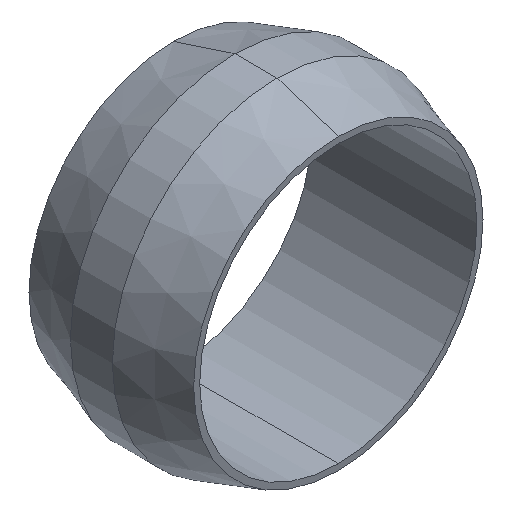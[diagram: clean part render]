
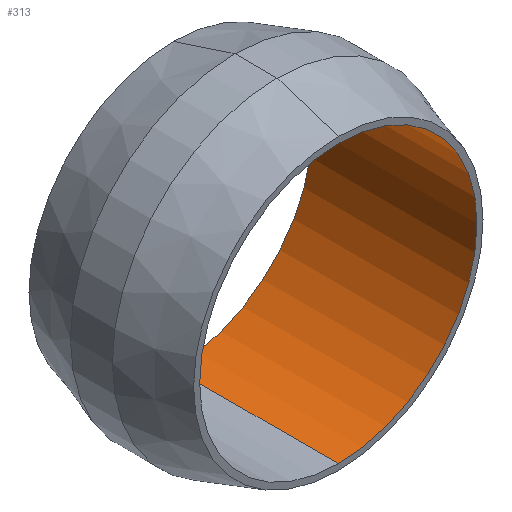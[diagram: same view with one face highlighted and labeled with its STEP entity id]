
A CAD part, isometric view. The second image highlights one B-rep face of the part: STEP entity #313.
In plain terms, the highlighted cylindrical face has radius 8 mm (diameter 16 mm), a partial arc.
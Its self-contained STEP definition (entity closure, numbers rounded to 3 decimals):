
#6 = EDGE_CURVE ( 'NONE', #192, #301, #216, .T. ) ;
#12 = AXIS2_PLACEMENT_3D ( 'NONE', #74, #72, #75 ) ;
#13 = EDGE_CURVE ( 'NONE', #237, #301, #231, .T. ) ;
#29 = AXIS2_PLACEMENT_3D ( 'NONE', #68, #128, #71 ) ;
#44 = EDGE_CURVE ( 'NONE', #237, #296, #294, .T. ) ;
#45 = EDGE_CURVE ( 'NONE', #296, #192, #285, .T. ) ;
#51 = AXIS2_PLACEMENT_3D ( 'NONE', #127, #101, #166 ) ;
#64 = DIRECTION ( 'NONE',  ( 0., 1., 0. ) ) ;
#68 = CARTESIAN_POINT ( 'NONE',  ( 0., 9.5, 0. ) ) ;
#71 = DIRECTION ( 'NONE',  ( 0., 0., 1. ) ) ;
#72 = DIRECTION ( 'NONE',  ( 0., 1., 0. ) ) ;
#74 = CARTESIAN_POINT ( 'NONE',  ( 0., 0., 0. ) ) ;
#75 = DIRECTION ( 'NONE',  ( 0., 0., 1. ) ) ;
#81 = CARTESIAN_POINT ( 'NONE',  ( 0., 9.5, 8. ) ) ;
#97 = CARTESIAN_POINT ( 'NONE',  ( 0., 0., -8. ) ) ;
#100 = DIRECTION ( 'NONE',  ( 0., 1., 0. ) ) ;
#101 = DIRECTION ( 'NONE',  ( 0., -1., 0. ) ) ;
#127 = CARTESIAN_POINT ( 'NONE',  ( 0., 0., 0. ) ) ;
#128 = DIRECTION ( 'NONE',  ( 0., 1., 0. ) ) ;
#133 = CARTESIAN_POINT ( 'NONE',  ( 0., 0., 8. ) ) ;
#135 = CARTESIAN_POINT ( 'NONE',  ( 0., 9.5, -8. ) ) ;
#145 = CARTESIAN_POINT ( 'NONE',  ( 0., 0., -8. ) ) ;
#166 = DIRECTION ( 'NONE',  ( 0., 0., 1. ) ) ;
#173 = CARTESIAN_POINT ( 'NONE',  ( 0., 0., 8. ) ) ;
#192 = VERTEX_POINT ( 'NONE', #81 ) ;
#196 = ORIENTED_EDGE ( 'NONE', *, *, #6, .T. ) ;
#210 = ORIENTED_EDGE ( 'NONE', *, *, #13, .F. ) ;
#212 = ORIENTED_EDGE ( 'NONE', *, *, #45, .T. ) ;
#216 = CIRCLE ( 'NONE', #29, 8. ) ;
#228 = VECTOR ( 'NONE', #100, 1000. ) ;
#231 = LINE ( 'NONE', #97, #228 ) ;
#232 = ORIENTED_EDGE ( 'NONE', *, *, #44, .T. ) ;
#237 = VERTEX_POINT ( 'NONE', #145 ) ;
#247 = CYLINDRICAL_SURFACE ( 'NONE', #12, 8. ) ;
#249 = FACE_OUTER_BOUND ( 'NONE', #293, .T. ) ;
#283 = VECTOR ( 'NONE', #64, 1000. ) ;
#285 = LINE ( 'NONE', #173, #283 ) ;
#293 = EDGE_LOOP ( 'NONE', ( #210, #232, #212, #196 ) ) ;
#294 = CIRCLE ( 'NONE', #51, 8. ) ;
#296 = VERTEX_POINT ( 'NONE', #133 ) ;
#301 = VERTEX_POINT ( 'NONE', #135 ) ;
#313 = ADVANCED_FACE ( 'NONE', ( #249 ), #247, .F. ) ;
